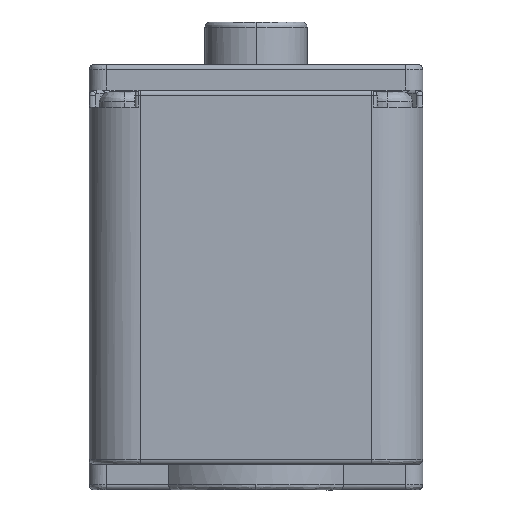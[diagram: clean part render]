
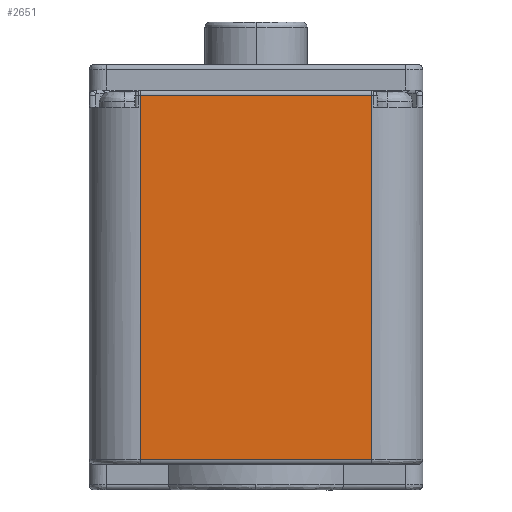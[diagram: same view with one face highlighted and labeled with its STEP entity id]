
A CAD part, left-side view. The second image highlights one B-rep face of the part: STEP entity #2651.
In plain terms, the highlighted face is planar.
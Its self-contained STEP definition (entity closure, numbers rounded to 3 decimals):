
#5 = VERTEX_POINT ( 'NONE', #2934 ) ;
#1422 = VERTEX_POINT ( 'NONE', #7770 ) ;
#2003 = EDGE_CURVE ( 'NONE', #5, #2004, #9552, .T. ) ;
#2004 = VERTEX_POINT ( 'NONE', #9548 ) ;
#2021 = EDGE_CURVE ( 'NONE', #1422, #5, #9593, .T. ) ;
#2030 = EDGE_CURVE ( 'NONE', #2031, #1422, #9583, .T. ) ;
#2031 = VERTEX_POINT ( 'NONE', #9579 ) ;
#2651 = ADVANCED_FACE ( 'NONE', ( #11900 ), #11899, .T. ) ;
#2652 = EDGE_LOOP ( 'NONE', ( #2653, #2654, #2656, #2709 ) ) ;
#2653 = ORIENTED_EDGE ( 'NONE', *, *, #2003, .T. ) ;
#2654 = ORIENTED_EDGE ( 'NONE', *, *, #2655, .F. ) ;
#2655 = EDGE_CURVE ( 'NONE', #2031, #2004, #11894, .T. ) ;
#2656 = ORIENTED_EDGE ( 'NONE', *, *, #2030, .T. ) ;
#2709 = ORIENTED_EDGE ( 'NONE', *, *, #2021, .T. ) ;
#2934 = CARTESIAN_POINT ( 'NONE',  ( 8.61, -22.02, 38.05 ) ) ;
#7770 = CARTESIAN_POINT ( 'NONE',  ( 8.61, -43.42, 38.05 ) ) ;
#9548 = CARTESIAN_POINT ( 'NONE',  ( 8.61, -22.02, 51.65 ) ) ;
#9549 = DIRECTION ( 'NONE',  ( 0., 0., 1. ) ) ;
#9550 = VECTOR ( 'NONE', #9549, 1000. ) ;
#9551 = CARTESIAN_POINT ( 'NONE',  ( 8.61, -22.02, 53.05 ) ) ;
#9552 = LINE ( 'NONE', #9551, #9550 ) ;
#9579 = CARTESIAN_POINT ( 'NONE',  ( 8.61, -43.42, 51.65 ) ) ;
#9580 = DIRECTION ( 'NONE',  ( 0., 0., -1. ) ) ;
#9581 = VECTOR ( 'NONE', #9580, 1000. ) ;
#9582 = CARTESIAN_POINT ( 'NONE',  ( 8.61, -43.42, 53.05 ) ) ;
#9583 = LINE ( 'NONE', #9582, #9581 ) ;
#9590 = DIRECTION ( 'NONE',  ( 0., 1., 0. ) ) ;
#9591 = VECTOR ( 'NONE', #9590, 1000. ) ;
#9592 = CARTESIAN_POINT ( 'NONE',  ( 8.61, -41.22, 38.05 ) ) ;
#9593 = LINE ( 'NONE', #9592, #9591 ) ;
#11891 = DIRECTION ( 'NONE',  ( 0., 1., 0. ) ) ;
#11892 = VECTOR ( 'NONE', #11891, 1000. ) ;
#11893 = CARTESIAN_POINT ( 'NONE',  ( 8.61, -22.72, 51.65 ) ) ;
#11894 = LINE ( 'NONE', #11893, #11892 ) ;
#11895 = DIRECTION ( 'NONE',  ( 0., 1., 0. ) ) ;
#11896 = DIRECTION ( 'NONE',  ( 1., 0., 0. ) ) ;
#11897 = AXIS2_PLACEMENT_3D ( 'NONE', #11898, #11896, #11895 ) ;
#11898 = CARTESIAN_POINT ( 'NONE',  ( 8.61, -41.22, 53.05 ) ) ;
#11899 = PLANE ( 'NONE',  #11897 ) ;
#11900 = FACE_OUTER_BOUND ( 'NONE', #2652, .T. ) ;
